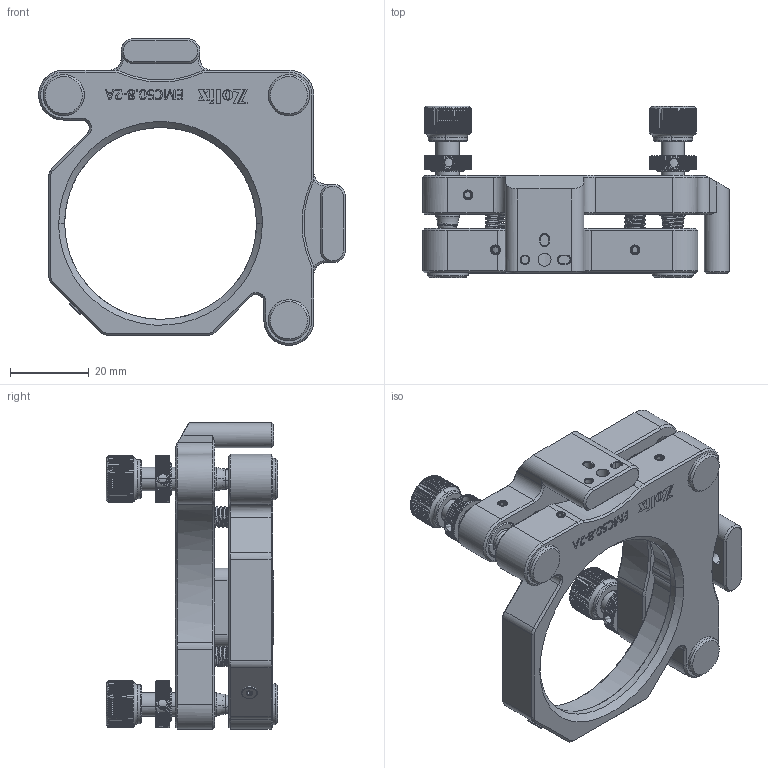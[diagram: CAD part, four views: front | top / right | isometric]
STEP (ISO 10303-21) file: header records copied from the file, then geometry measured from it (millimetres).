
FILE_DESCRIPTION (( 'STEP AP203' ), '1' );
FILE_NAME ('EMC50.8-2A.STEP', '2025-06-17T05:15:49', ( '' ), ( '' ), 'SwSTEP 2.0', 'SolidWorks 2020', '' );
FILE_SCHEMA (( 'CONFIG_CONTROL_DESIGN' ));
Length unit declared in the file: millimetre
Products named in the file (1): EMC50.8-2A
Bounding box: 78 x 43.62 x 78 mm (x, y, z)
Surface area: 22877 mm2 (no closed solid volume)
Topology: 0 solids, 37 shells, 1334 faces, 4190 edges, 2720 vertices
Faces by surface type: plane 691, cylinder 405, cone 190, torus 24, bspline 16, sphere 8
Entity records: 66187 total; most frequent: CARTESIAN_POINT 37696, ORIENTED_EDGE 7501, EDGE_CURVE 4134, B_SPLINE_CURVE_WITH_KNOTS 3922, DIRECTION 2858, VERTEX_POINT 2720, EDGE_LOOP 1426, ADVANCED_FACE 1334
